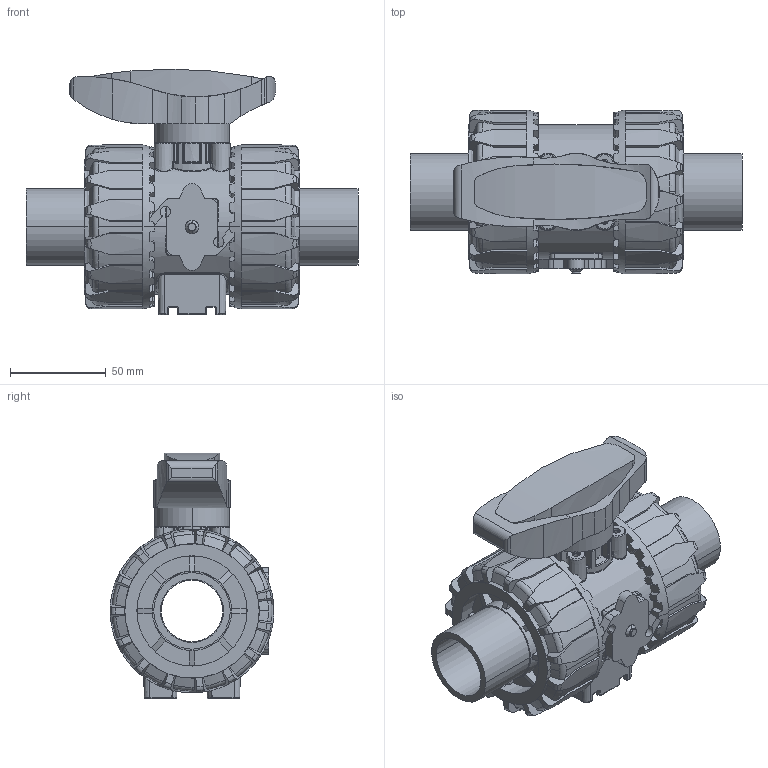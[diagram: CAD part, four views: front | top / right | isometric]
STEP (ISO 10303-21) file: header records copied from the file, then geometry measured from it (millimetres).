
FILE_DESCRIPTION(('STEP AP214'),'1');
FILE_NAME('vkddm040f.stp','2018-03-06T12:07:18',('TraceParts'),('TraceParts S.A.'),'Spatial InterOp 3D',' ',' ');
FILE_SCHEMA(('automotive_design'));
Length unit declared in the file: millimetre
Products named in the file (7): vkddm040f_1; vkddm040f_2; vkddm040f_3; vkddm040f_4; vkddm040f_5; vkddm040f_6; vkddm040f_7
Bounding box: 173.7 x 85.7 x 128.52 mm (x, y, z)
Volume: 592098.1 mm3; surface area: 139481 mm2
Topology: 7 solids, 7 shells, 1726 faces, 4588 edges, 2832 vertices
Faces by surface type: cylinder 667, plane 591, bspline 170, torus 126, cone 88, sphere 84
Entity records: 87121 total; most frequent: CARTESIAN_POINT 30689, DIRECTION 9236, ORIENTED_EDGE 9032, EDGE_CURVE 4516, AXIS2_PLACEMENT_3D 3780, VERTEX_POINT 2832, EDGE_LOOP 1766, STYLED_ITEM 1733
